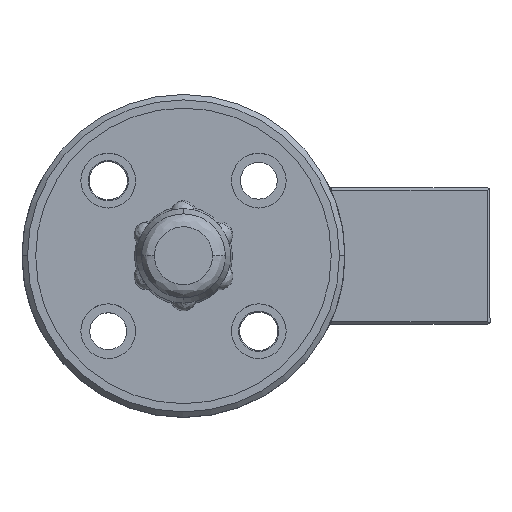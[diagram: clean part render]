
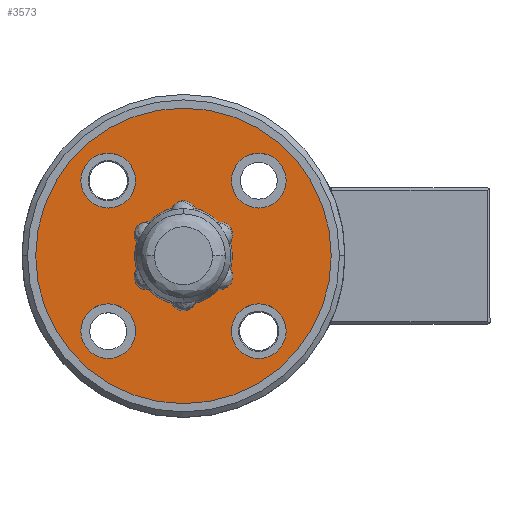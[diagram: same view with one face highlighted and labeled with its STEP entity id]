
A CAD part, top view. The second image highlights one B-rep face of the part: STEP entity #3573.
In plain terms, the highlighted planar face has unit normal (0, 0, 1).
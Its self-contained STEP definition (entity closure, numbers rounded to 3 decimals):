
#16585 = VERTEX_POINT ( 'NONE', #17732 ) ;
#422 = EDGE_LOOP ( 'NONE', ( #28910, #27848 ) ) ;
#16849 = VERTEX_POINT ( 'NONE', #17991 ) ;
#526 = CIRCLE ( 'NONE', #527, 10. ) ;
#527 = AXIS2_PLACEMENT_3D ( 'NONE', #528, #529, #530 ) ;
#528 = CARTESIAN_POINT ( 'NONE',  ( 27.5, 27.5, 40. ) ) ;
#529 = DIRECTION ( 'NONE',  ( 0., 0., -1. ) ) ;
#530 = DIRECTION ( 'NONE',  ( -1., 0., 0. ) ) ;
#16934 = EDGE_CURVE ( 'NONE', #29557, #19669, #18067, .T. ) ;
#16973 = CARTESIAN_POINT ( 'NONE',  ( 37.5, -27.5, 40. ) ) ;
#738 = CIRCLE ( 'NONE', #739, 10. ) ;
#739 = AXIS2_PLACEMENT_3D ( 'NONE', #764, #765, #766 ) ;
#764 = CARTESIAN_POINT ( 'NONE',  ( 27.5, 27.5, 40. ) ) ;
#765 = DIRECTION ( 'NONE',  ( 0., 0., -1. ) ) ;
#766 = DIRECTION ( 'NONE',  ( -1., 0., 0. ) ) ;
#917 = ORIENTED_EDGE ( 'NONE', *, *, #16934, .T. ) ;
#17434 = CIRCLE ( 'NONE', #17435, 10. ) ;
#17435 = AXIS2_PLACEMENT_3D ( 'NONE', #17436, #17437, #17438 ) ;
#17436 = CARTESIAN_POINT ( 'NONE',  ( 27.5, -27.5, 40. ) ) ;
#17437 = DIRECTION ( 'NONE',  ( 0., 0., -1. ) ) ;
#17438 = DIRECTION ( 'NONE',  ( -1., 0., 0. ) ) ;
#17732 = CARTESIAN_POINT ( 'NONE',  ( 17.5, 27.5, 40. ) ) ;
#17991 = CARTESIAN_POINT ( 'NONE',  ( 37.5, 27.5, 40. ) ) ;
#18067 = CIRCLE ( 'NONE', #18068, 17.85 ) ;
#18068 = AXIS2_PLACEMENT_3D ( 'NONE', #18069, #18070, #18071 ) ;
#18069 = CARTESIAN_POINT ( 'NONE',  ( 0., 0., 40. ) ) ;
#18070 = DIRECTION ( 'NONE',  ( 0., 0., -1. ) ) ;
#18071 = DIRECTION ( 'NONE',  ( -1., 0., 0. ) ) ;
#1974 = CARTESIAN_POINT ( 'NONE',  ( -37.5, -27.5, 40. ) ) ;
#1989 = ORIENTED_EDGE ( 'NONE', *, *, #19999, .T. ) ;
#2720 = CARTESIAN_POINT ( 'NONE',  ( -17.5, -27.5, 40. ) ) ;
#2721 = CARTESIAN_POINT ( 'NONE',  ( -37.5, 27.5, 40. ) ) ;
#3066 = EDGE_LOOP ( 'NONE', ( #1989, #917 ) ) ;
#19669 = VERTEX_POINT ( 'NONE', #21918 ) ;
#3516 = CARTESIAN_POINT ( 'NONE',  ( -17.5, 27.5, 40. ) ) ;
#3573 = ADVANCED_FACE ( 'NONE', ( #27217, #27218, #27219, #27220, #27221, #27222 ), #27259, .T. ) ;
#19999 = EDGE_CURVE ( 'NONE', #19669, #29557, #22682, .T. ) ;
#4330 = CIRCLE ( 'NONE', #4331, 10. ) ;
#4331 = AXIS2_PLACEMENT_3D ( 'NONE', #4349, #4350, #4351 ) ;
#4349 = CARTESIAN_POINT ( 'NONE',  ( -27.5, 27.5, 40. ) ) ;
#4350 = DIRECTION ( 'NONE',  ( 0., 0., -1. ) ) ;
#4351 = DIRECTION ( 'NONE',  ( -1., 0., 0. ) ) ;
#5349 = ORIENTED_EDGE ( 'NONE', *, *, #24120, .T. ) ;
#21918 = CARTESIAN_POINT ( 'NONE',  ( -17.85, 0., 40. ) ) ;
#6039 = CIRCLE ( 'NONE', #6040, 10. ) ;
#6040 = AXIS2_PLACEMENT_3D ( 'NONE', #6041, #6042, #6043 ) ;
#6041 = CARTESIAN_POINT ( 'NONE',  ( -27.5, -27.5, 40. ) ) ;
#6042 = DIRECTION ( 'NONE',  ( 0., 0., -1. ) ) ;
#6043 = DIRECTION ( 'NONE',  ( -1., 0., 0. ) ) ;
#22682 = CIRCLE ( 'NONE', #22683, 17.85 ) ;
#22683 = AXIS2_PLACEMENT_3D ( 'NONE', #22684, #22685, #22686 ) ;
#22684 = CARTESIAN_POINT ( 'NONE',  ( 0., 0., 40. ) ) ;
#22685 = DIRECTION ( 'NONE',  ( 0., 0., -1. ) ) ;
#22686 = DIRECTION ( 'NONE',  ( -1., 0., 0. ) ) ;
#6403 = EDGE_CURVE ( 'NONE', #16585, #16849, #738, .T. ) ;
#6780 = CARTESIAN_POINT ( 'NONE',  ( -54., 0., 40. ) ) ;
#7157 = ORIENTED_EDGE ( 'NONE', *, *, #6403, .T. ) ;
#7267 = CIRCLE ( 'NONE', #7268, 10. ) ;
#7268 = AXIS2_PLACEMENT_3D ( 'NONE', #7269, #7270, #7271 ) ;
#7269 = CARTESIAN_POINT ( 'NONE',  ( -27.5, -27.5, 40. ) ) ;
#7270 = DIRECTION ( 'NONE',  ( 0., 0., -1. ) ) ;
#7271 = DIRECTION ( 'NONE',  ( -1., 0., 0. ) ) ;
#7298 = CIRCLE ( 'NONE', #7299, 10. ) ;
#7299 = AXIS2_PLACEMENT_3D ( 'NONE', #7300, #7301, #7302 ) ;
#7300 = CARTESIAN_POINT ( 'NONE',  ( -27.5, 27.5, 40. ) ) ;
#7301 = DIRECTION ( 'NONE',  ( 0., 0., -1. ) ) ;
#7302 = DIRECTION ( 'NONE',  ( -1., 0., 0. ) ) ;
#7438 = CARTESIAN_POINT ( 'NONE',  ( 17.5, -27.5, 40. ) ) ;
#7555 = CARTESIAN_POINT ( 'NONE',  ( 54., 0., 40. ) ) ;
#24120 = EDGE_CURVE ( 'NONE', #16849, #16585, #526, .T. ) ;
#8190 = CIRCLE ( 'NONE', #8191, 54. ) ;
#8191 = AXIS2_PLACEMENT_3D ( 'NONE', #8192, #8193, #8194 ) ;
#8192 = CARTESIAN_POINT ( 'NONE',  ( 0., 0., 40. ) ) ;
#8193 = DIRECTION ( 'NONE',  ( 0., 0., 1. ) ) ;
#8194 = DIRECTION ( 'NONE',  ( -1., 0., 0. ) ) ;
#8221 = EDGE_LOOP ( 'NONE', ( #7157, #5349 ) ) ;
#24743 = EDGE_LOOP ( 'NONE', ( #11370, #10800 ) ) ;
#8514 = CARTESIAN_POINT ( 'NONE',  ( 17.85, 0., 40. ) ) ;
#8716 = ORIENTED_EDGE ( 'NONE', *, *, #28800, .T. ) ;
#25233 = ORIENTED_EDGE ( 'NONE', *, *, #16371, .T. ) ;
#25424 = VERTEX_POINT ( 'NONE', #1974 ) ;
#9132 = CIRCLE ( 'NONE', #9133, 10. ) ;
#9133 = AXIS2_PLACEMENT_3D ( 'NONE', #9134, #9135, #9136 ) ;
#9134 = CARTESIAN_POINT ( 'NONE',  ( 27.5, -27.5, 40. ) ) ;
#9135 = DIRECTION ( 'NONE',  ( 0., 0., -1. ) ) ;
#9136 = DIRECTION ( 'NONE',  ( -1., 0., 0. ) ) ;
#9466 = EDGE_CURVE ( 'NONE', #25424, #25874, #6039, .T. ) ;
#25874 = VERTEX_POINT ( 'NONE', #2720 ) ;
#25875 = VERTEX_POINT ( 'NONE', #2721 ) ;
#9775 = VERTEX_POINT ( 'NONE', #6780 ) ;
#26285 = ORIENTED_EDGE ( 'NONE', *, *, #10782, .T. ) ;
#9910 = ORIENTED_EDGE ( 'NONE', *, *, #9466, .T. ) ;
#26334 = VERTEX_POINT ( 'NONE', #3516 ) ;
#10022 = VERTEX_POINT ( 'NONE', #7438 ) ;
#10043 = VERTEX_POINT ( 'NONE', #7555 ) ;
#10297 = EDGE_CURVE ( 'NONE', #10043, #9775, #8190, .T. ) ;
#26796 = EDGE_CURVE ( 'NONE', #26334, #25875, #4330, .T. ) ;
#10516 = EDGE_LOOP ( 'NONE', ( #9910, #8716 ) ) ;
#10782 = EDGE_CURVE ( 'NONE', #10022, #16098, #9132, .T. ) ;
#10800 = ORIENTED_EDGE ( 'NONE', *, *, #26796, .T. ) ;
#27217 = FACE_BOUND ( 'NONE', #3066, .T. ) ;
#27218 = FACE_OUTER_BOUND ( 'NONE', #422, .T. ) ;
#27219 = FACE_BOUND ( 'NONE', #27354, .T. ) ;
#27220 = FACE_BOUND ( 'NONE', #24743, .T. ) ;
#27221 = FACE_BOUND ( 'NONE', #10516, .T. ) ;
#27222 = FACE_BOUND ( 'NONE', #8221, .T. ) ;
#27259 = PLANE ( 'NONE',  #27260 ) ;
#27260 = AXIS2_PLACEMENT_3D ( 'NONE', #27261, #27281, #27282 ) ;
#27261 = CARTESIAN_POINT ( 'NONE',  ( -35.925, 0., 40. ) ) ;
#27281 = DIRECTION ( 'NONE',  ( 0., 0., 1. ) ) ;
#27282 = DIRECTION ( 'NONE',  ( 1., 0., 0. ) ) ;
#27354 = EDGE_LOOP ( 'NONE', ( #26285, #25233 ) ) ;
#11370 = ORIENTED_EDGE ( 'NONE', *, *, #28868, .T. ) ;
#27848 = ORIENTED_EDGE ( 'NONE', *, *, #10297, .T. ) ;
#28800 = EDGE_CURVE ( 'NONE', #25874, #25424, #7267, .T. ) ;
#28868 = EDGE_CURVE ( 'NONE', #25875, #26334, #7298, .T. ) ;
#28910 = ORIENTED_EDGE ( 'NONE', *, *, #14510, .T. ) ;
#29557 = VERTEX_POINT ( 'NONE', #8514 ) ;
#14510 = EDGE_CURVE ( 'NONE', #9775, #10043, #14824, .T. ) ;
#14824 = CIRCLE ( 'NONE', #14825, 54. ) ;
#14825 = AXIS2_PLACEMENT_3D ( 'NONE', #14826, #14827, #14828 ) ;
#14826 = CARTESIAN_POINT ( 'NONE',  ( 0., 0., 40. ) ) ;
#14827 = DIRECTION ( 'NONE',  ( 0., 0., 1. ) ) ;
#14828 = DIRECTION ( 'NONE',  ( -1., 0., 0. ) ) ;
#16098 = VERTEX_POINT ( 'NONE', #16973 ) ;
#16371 = EDGE_CURVE ( 'NONE', #16098, #10022, #17434, .T. ) ;
